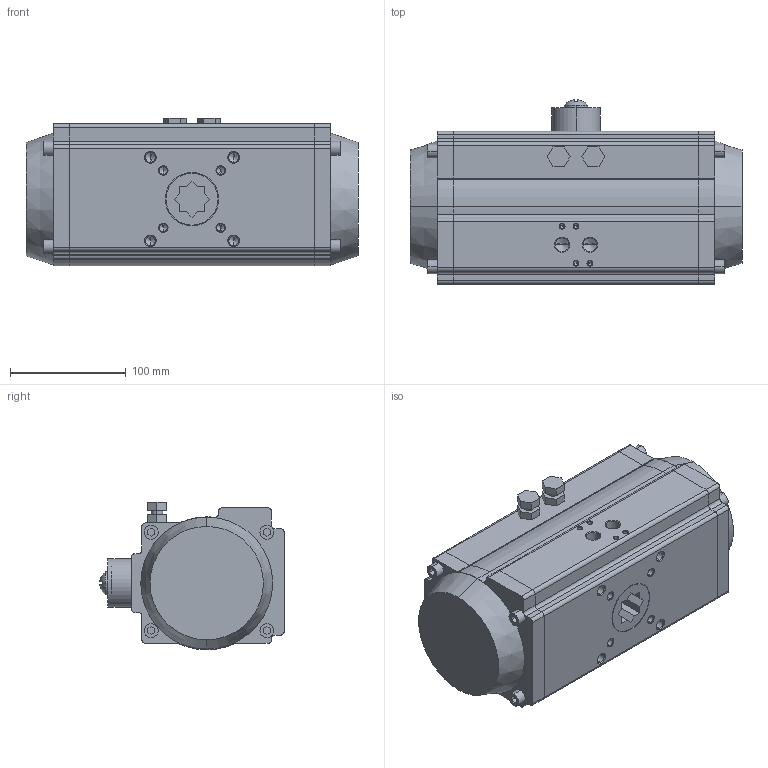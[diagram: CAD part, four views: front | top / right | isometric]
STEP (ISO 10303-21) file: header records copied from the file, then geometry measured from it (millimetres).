
FILE_DESCRIPTION (( 'STEP AP214' ), '1' );
FILE_NAME ('SC-RAT105-DA.STEP', '2025-11-12T10:16:40', ( 'KTP' ), ( '' ), 'SwSTEP 2.0', 'SolidWorks 2021', '' );
FILE_SCHEMA (( 'AUTOMOTIVE_DESIGN' ));
Length unit declared in the file: millimetre
Products named in the file (1): SC-RAT105-DA
Bounding box: 287 x 159.42 x 127.7 mm (x, y, z)
Volume: 3781899.7 mm3; surface area: 241510.9 mm2
Topology: 3 solids, 4 shells, 402 faces, 1039 edges, 649 vertices
Faces by surface type: plane 189, cylinder 128, cone 81, sphere 4
Entity records: 15732 total; most frequent: DIRECTION 2144, CARTESIAN_POINT 2065, ORIENTED_EDGE 2002, EDGE_CURVE 1001, AXIS2_PLACEMENT_3D 744, VECTOR 656, LINE 656, VERTEX_POINT 649
